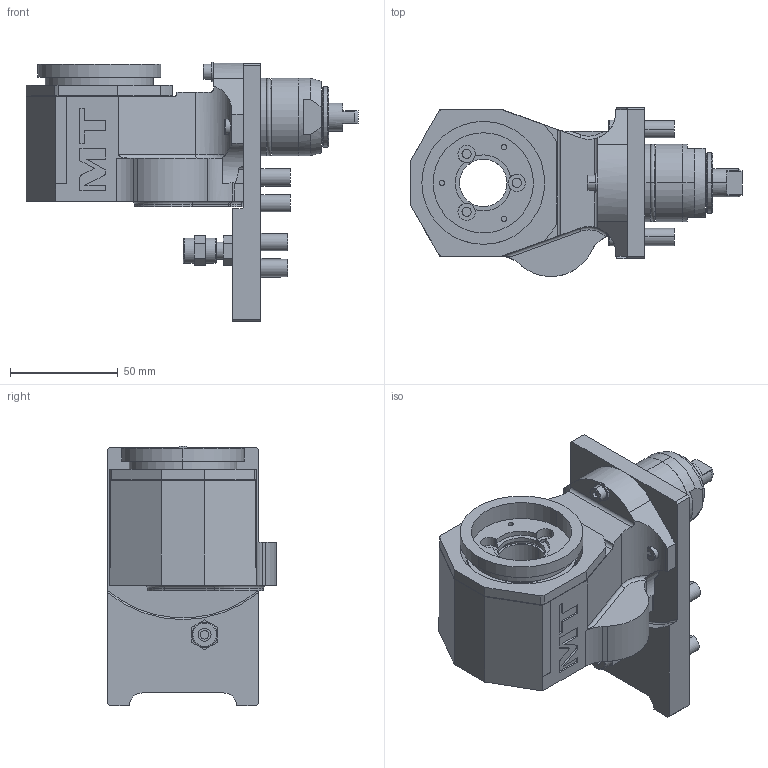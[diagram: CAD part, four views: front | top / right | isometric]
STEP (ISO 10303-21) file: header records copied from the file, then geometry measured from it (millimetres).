
FILE_DESCRIPTION((''),'2;1');
FILE_NAME('CTZ0111112_CONF','2024-11-28T08:35:43',('smalpassi'),('M.T. srl'),'CREO PARAMETRIC BY PTC INC, 2023352','CREO PARAMETRIC BY PTC INC, 2023352','');
FILE_SCHEMA(('CONFIG_CONTROL_DESIGN'));
Length unit declared in the file: millimetre
Products named in the file (1): CTZ0111112_CONF
Bounding box: 154 x 78.36 x 120.5 mm (x, y, z)
Volume: 398943.2 mm3; surface area: 68287.6 mm2
Topology: 1 solids, 1 shells, 389 faces, 988 edges, 642 vertices
Faces by surface type: plane 195, cylinder 134, cone 30, torus 26, extrusion 4
Entity records: 12376 total; most frequent: CARTESIAN_POINT 2722, DIRECTION 2048, ORIENTED_EDGE 1972, EDGE_CURVE 986, AXIS2_PLACEMENT_3D 744, VERTEX_POINT 642, VECTOR 560, LINE 556
